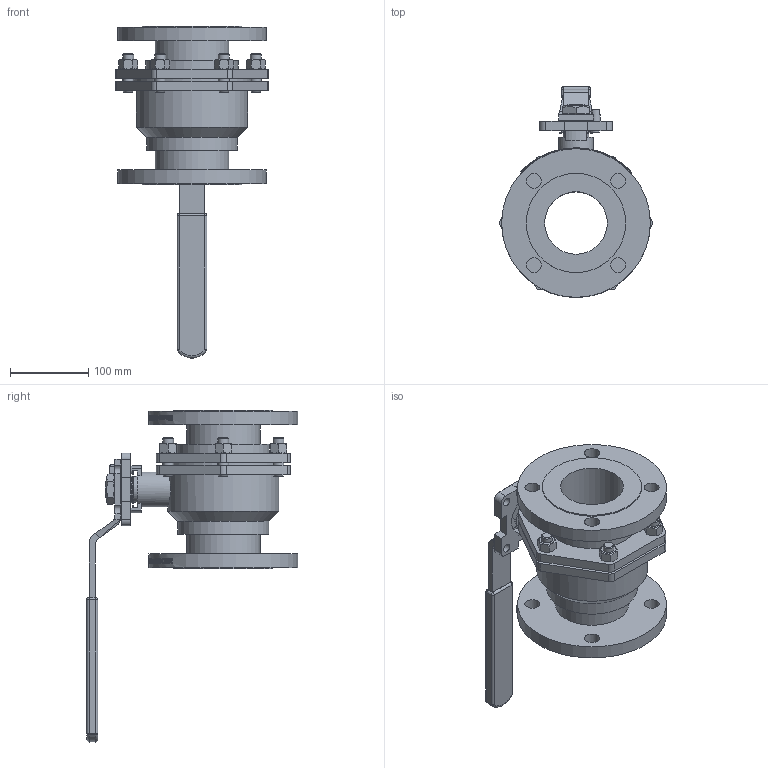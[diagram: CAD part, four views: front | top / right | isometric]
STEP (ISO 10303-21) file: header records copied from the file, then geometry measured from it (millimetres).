
FILE_DESCRIPTION(/* description */ ('794080'),/* implementation_level */ '2;1');
FILE_NAME(/* name */ '794080.stp',/* time_stamp */ '2017-08-01T11:36:29+02:00',/* author */ ('jmorand'),/* organization */ ('Sferaco'),/* preprocessor_version */ 'ST-DEVELOPER v16.5',/* originating_system */ 'Autodesk Inventor 2017',/* authorisation */ '');
FILE_SCHEMA (('CONFIG_CONTROL_DESIGN'));
Products named in the file (1): 794080_bd
Bounding box: 194.98 x 270 x 424.42 mm (x, y, z)
Volume: 2531297.2 mm3; surface area: 371154.1 mm2
Topology: 1 solids, 2 shells, 2097 faces, 5726 edges, 3788 vertices
Faces by surface type: bspline 1001, plane 824, cylinder 225, cone 36, sphere 8, torus 3
Full cylindrical faces by diameter (mm): 10 x1, 11 x4, 13 x1, 14 x12, 14.5 x6, 19 x8, 22.5 x2, 33 x1, 38 x1, 43 x1, 45 x1, 55 x1, 80 x1, 94 x2, 116 x1, 118 x1, 127 x2, 142 x1, 190 x2
Entity records: 87139 total; most frequent: CARTESIAN_POINT 38984, ORIENTED_EDGE 11198, DIRECTION 6396, EDGE_CURVE 5599, VERTEX_POINT 3745, LINE 2766, VECTOR 2766, EDGE_LOOP 2408
